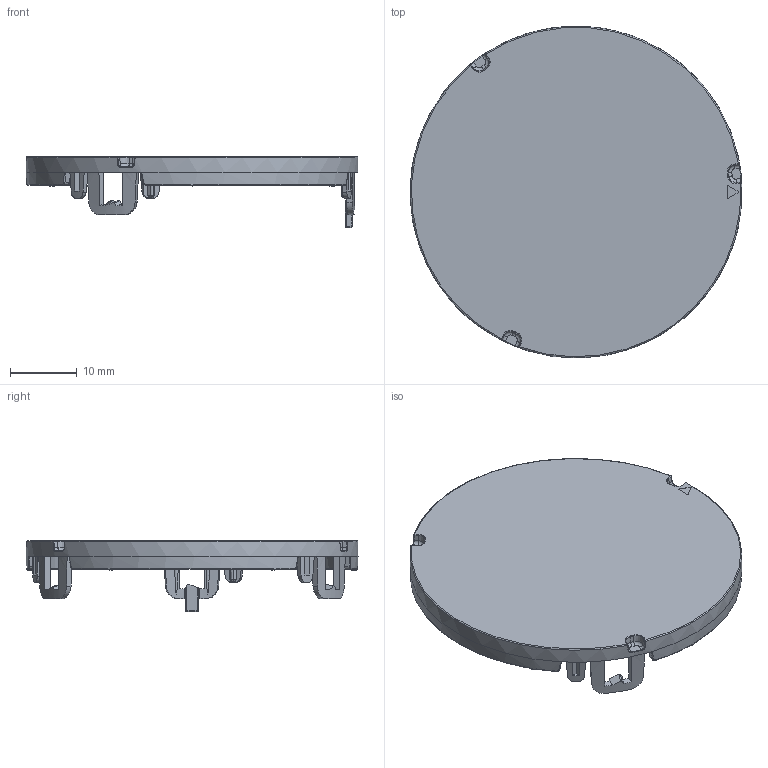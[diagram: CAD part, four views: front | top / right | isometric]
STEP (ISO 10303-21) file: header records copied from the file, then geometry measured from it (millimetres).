
FILE_DESCRIPTION(('STEP AP242'),'1');
FILE_NAME('250127_X75925_3D_HADAR50Wx_mechanic_IndAA.stp','2025-06-18T07:25:18',(' '),(' '),'Spatial InterOp 3D',' ',' ');
FILE_SCHEMA(('AP242_MANAGED_MODEL_BASED_3D_ENGINEERING_MIM_LF {1 0 10303 442 1 1 4}'));
Length unit declared in the file: millimetre
Products named in the file (1): 250127_X75925_3D_HADAR50Wx_mechanic_IndAA
Bounding box: 49.54 x 49.57 x 10.61 mm (x, y, z)
Volume: 4832.6 mm3; surface area: 4982.2 mm2
Topology: 1 solids, 1 shells, 334 faces, 843 edges, 511 vertices
Faces by surface type: plane 100, bspline 84, cylinder 65, cone 43, torus 38, sphere 4
Entity records: 17727 total; most frequent: CARTESIAN_POINT 7488, ORIENTED_EDGE 1674, DIRECTION 1485, EDGE_CURVE 837, AXIS2_PLACEMENT_3D 629, VERTEX_POINT 510, EDGE_LOOP 345, STYLED_ITEM 335
